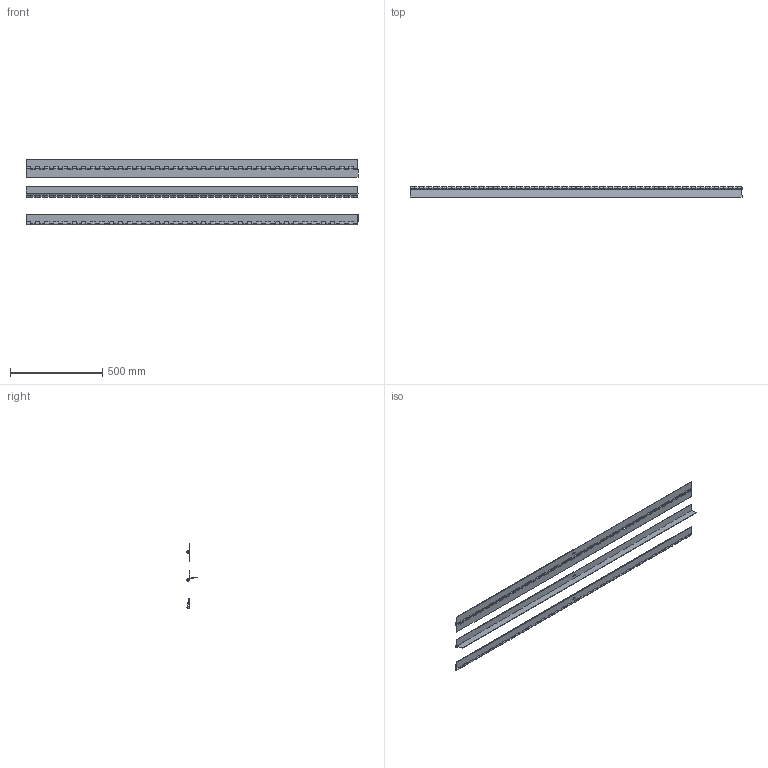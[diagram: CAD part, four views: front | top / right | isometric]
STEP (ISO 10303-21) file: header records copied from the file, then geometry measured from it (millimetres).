
FILE_DESCRIPTION (( 'STEP AP214' ), '1' );
FILE_NAME ('72854 Piano Hinge Zinc Plated Unpunched 98mm 1.8m.STEP', '2019-01-02T23:04:46', ( '' ), ( '' ), 'SwSTEP 2.0', 'SolidWorks 2018', '' );
FILE_SCHEMA (( 'AUTOMOTIVE_DESIGN' ));
Length unit declared in the file: millimetre
Products named in the file (4): 72854 Piano Hinge Zinc Plated Unpunched 98mm 1.8m; Pin; Bottom; Top
Assembly tree (9 placements, depth 2):
  72854 Piano Hinge Zinc Plated Unpunched 98mm 1.8m
    Bottom  x3
    Pin  x3
    Top  x3
Bounding box: 1800 x 55.07 x 356.5 mm (x, y, z)
Volume: 2056097.4 mm3; surface area: 1617225.8 mm2
Topology: 9 solids, 9 shells, 2988 faces, 8676 edges, 5784 vertices
Faces by surface type: plane 1383, cylinder 1302, bspline 303
Entity records: 39024 total; most frequent: CARTESIAN_POINT 12353, ORIENTED_EDGE 5784, DIRECTION 5372, EDGE_CURVE 2892, VERTEX_POINT 1928, VECTOR 1822, LINE 1822, AXIS2_PLACEMENT_3D 1775
